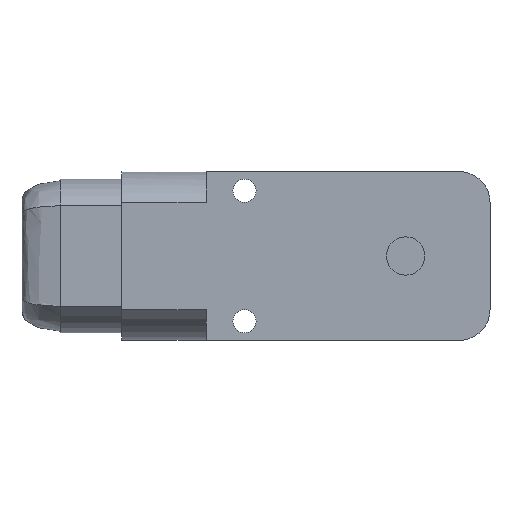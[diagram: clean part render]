
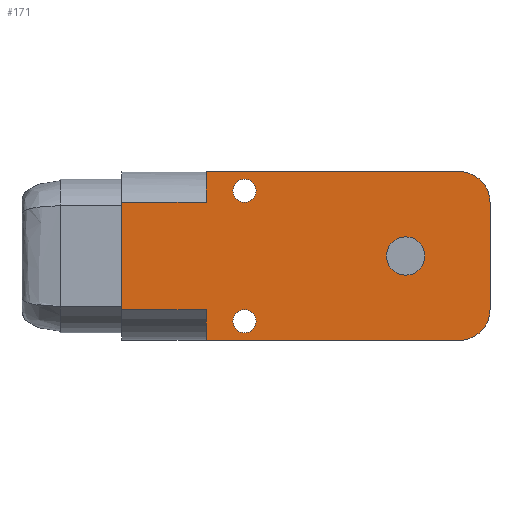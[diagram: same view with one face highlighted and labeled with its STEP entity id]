
A CAD part, front view. The second image highlights one B-rep face of the part: STEP entity #171.
In plain terms, the highlighted planar face has unit normal (0, -1, 0).
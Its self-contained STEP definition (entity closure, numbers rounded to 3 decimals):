
#69 = DIRECTION ( 'NONE',  ( 0., 0., 1. ) ) ;
#74 = EDGE_LOOP ( 'NONE', ( #624, #343 ) ) ;
#82 = CARTESIAN_POINT ( 'NONE',  ( 0., 0., 7. ) ) ;
#91 = EDGE_CURVE ( 'NONE', #782, #1590, #1574, .T. ) ;
#93 = ORIENTED_EDGE ( 'NONE', *, *, #1714, .F. ) ;
#131 = CIRCLE ( 'NONE', #868, 1.5 ) ;
#139 = DIRECTION ( 'NONE',  ( 0., 0., 1. ) ) ;
#148 = CARTESIAN_POINT ( 'NONE',  ( 0., 0., 11. ) ) ;
#158 = AXIS2_PLACEMENT_3D ( 'NONE', #932, #913, #1160 ) ;
#171 = ADVANCED_FACE ( 'NONE', ( #1203, #542, #1560, #903 ), #911, .F. ) ;
#174 = VERTEX_POINT ( 'NONE', #727 ) ;
#178 = CIRCLE ( 'NONE', #1710, 4. ) ;
#181 = CARTESIAN_POINT ( 'NONE',  ( 5., 0., 7. ) ) ;
#185 = LINE ( 'NONE', #148, #1196 ) ;
#191 = EDGE_CURVE ( 'NONE', #174, #775, #331, .T. ) ;
#211 = DIRECTION ( 'NONE',  ( 0., 0., 1. ) ) ;
#249 = DIRECTION ( 'NONE',  ( 0., 1., 0. ) ) ;
#259 = EDGE_CURVE ( 'NONE', #994, #1513, #185, .T. ) ;
#272 = DIRECTION ( 'NONE',  ( 0., 1., 0. ) ) ;
#286 = VERTEX_POINT ( 'NONE', #1631 ) ;
#292 = VERTEX_POINT ( 'NONE', #1338 ) ;
#295 = CIRCLE ( 'NONE', #824, 4. ) ;
#315 = CARTESIAN_POINT ( 'NONE',  ( 5., 0., 10. ) ) ;
#331 = LINE ( 'NONE', #856, #1037 ) ;
#337 = AXIS2_PLACEMENT_3D ( 'NONE', #619, #485, #1182 ) ;
#343 = ORIENTED_EDGE ( 'NONE', *, *, #682, .T. ) ;
#365 = VECTOR ( 'NONE', #69, 1000. ) ;
#368 = AXIS2_PLACEMENT_3D ( 'NONE', #1446, #272, #1316 ) ;
#373 = EDGE_LOOP ( 'NONE', ( #412, #675 ) ) ;
#383 = LINE ( 'NONE', #642, #1143 ) ;
#386 = ORIENTED_EDGE ( 'NONE', *, *, #1113, .F. ) ;
#412 = ORIENTED_EDGE ( 'NONE', *, *, #1657, .T. ) ;
#448 = CIRCLE ( 'NONE', #822, 1.5 ) ;
#451 = DIRECTION ( 'NONE',  ( 0., 1., 0. ) ) ;
#457 = DIRECTION ( 'NONE',  ( 0., 1., 0. ) ) ;
#458 = CARTESIAN_POINT ( 'NONE',  ( 5., 0., 8.5 ) ) ;
#468 = EDGE_CURVE ( 'NONE', #286, #498, #383, .T. ) ;
#485 = DIRECTION ( 'NONE',  ( 0., 1., 0. ) ) ;
#498 = VERTEX_POINT ( 'NONE', #851 ) ;
#542 = FACE_BOUND ( 'NONE', #555, .T. ) ;
#555 = EDGE_LOOP ( 'NONE', ( #769, #1235 ) ) ;
#570 = CARTESIAN_POINT ( 'NONE',  ( 0., 0., 11. ) ) ;
#600 = CARTESIAN_POINT ( 'NONE',  ( 33., 0., -7. ) ) ;
#602 = ORIENTED_EDGE ( 'NONE', *, *, #1358, .F. ) ;
#607 = DIRECTION ( 'NONE',  ( 0., 0., 1. ) ) ;
#619 = CARTESIAN_POINT ( 'NONE',  ( 26., 0., 0. ) ) ;
#624 = ORIENTED_EDGE ( 'NONE', *, *, #690, .T. ) ;
#642 = CARTESIAN_POINT ( 'NONE',  ( -11., 0., -7. ) ) ;
#654 = EDGE_CURVE ( 'NONE', #498, #1694, #803, .T. ) ;
#665 = DIRECTION ( 'NONE',  ( -1., 0., 0. ) ) ;
#668 = CARTESIAN_POINT ( 'NONE',  ( 37., 0., 7. ) ) ;
#675 = ORIENTED_EDGE ( 'NONE', *, *, #1296, .T. ) ;
#682 = EDGE_CURVE ( 'NONE', #1425, #1544, #1647, .T. ) ;
#690 = EDGE_CURVE ( 'NONE', #1544, #1425, #896, .T. ) ;
#724 = DIRECTION ( 'NONE',  ( 0., 1., 0. ) ) ;
#727 = CARTESIAN_POINT ( 'NONE',  ( 0., 0., -11. ) ) ;
#730 = ORIENTED_EDGE ( 'NONE', *, *, #1312, .T. ) ;
#769 = ORIENTED_EDGE ( 'NONE', *, *, #858, .T. ) ;
#775 = VERTEX_POINT ( 'NONE', #1174 ) ;
#782 = VERTEX_POINT ( 'NONE', #1029 ) ;
#803 = LINE ( 'NONE', #1464, #1015 ) ;
#822 = AXIS2_PLACEMENT_3D ( 'NONE', #1580, #1569, #1587 ) ;
#824 = AXIS2_PLACEMENT_3D ( 'NONE', #600, #451, #991 ) ;
#843 = CIRCLE ( 'NONE', #337, 2.5 ) ;
#845 = AXIS2_PLACEMENT_3D ( 'NONE', #1000, #457, #211 ) ;
#851 = CARTESIAN_POINT ( 'NONE',  ( -11., 0., 7. ) ) ;
#856 = CARTESIAN_POINT ( 'NONE',  ( 0., 0., 11. ) ) ;
#858 = EDGE_CURVE ( 'NONE', #1642, #1079, #448, .T. ) ;
#864 = DIRECTION ( 'NONE',  ( 0., 0., 1. ) ) ;
#868 = AXIS2_PLACEMENT_3D ( 'NONE', #458, #1023, #607 ) ;
#873 = CARTESIAN_POINT ( 'NONE',  ( 33., 0., 11. ) ) ;
#896 = CIRCLE ( 'NONE', #158, 1.5 ) ;
#902 = ORIENTED_EDGE ( 'NONE', *, *, #468, .F. ) ;
#903 = FACE_OUTER_BOUND ( 'NONE', #1324, .T. ) ;
#911 = PLANE ( 'NONE',  #1564 ) ;
#913 = DIRECTION ( 'NONE',  ( 0., 1., 0. ) ) ;
#915 = ORIENTED_EDGE ( 'NONE', *, *, #1001, .F. ) ;
#920 = ORIENTED_EDGE ( 'NONE', *, *, #191, .F. ) ;
#928 = DIRECTION ( 'NONE',  ( 1., 0., 0. ) ) ;
#929 = LINE ( 'NONE', #1445, #1597 ) ;
#932 = CARTESIAN_POINT ( 'NONE',  ( 5., 0., -8.5 ) ) ;
#991 = DIRECTION ( 'NONE',  ( 0., 0., -1. ) ) ;
#994 = VERTEX_POINT ( 'NONE', #570 ) ;
#1000 = CARTESIAN_POINT ( 'NONE',  ( 26., 0., 0. ) ) ;
#1001 = EDGE_CURVE ( 'NONE', #1694, #994, #1658, .T. ) ;
#1006 = CARTESIAN_POINT ( 'NONE',  ( 26., 0., 2.5 ) ) ;
#1015 = VECTOR ( 'NONE', #1071, 1000. ) ;
#1019 = VERTEX_POINT ( 'NONE', #1006 ) ;
#1023 = DIRECTION ( 'NONE',  ( 0., 1., 0. ) ) ;
#1029 = CARTESIAN_POINT ( 'NONE',  ( 37., 0., 7. ) ) ;
#1037 = VECTOR ( 'NONE', #864, 1000. ) ;
#1071 = DIRECTION ( 'NONE',  ( 1., 0., 0. ) ) ;
#1079 = VERTEX_POINT ( 'NONE', #181 ) ;
#1113 = EDGE_CURVE ( 'NONE', #1513, #782, #178, .T. ) ;
#1143 = VECTOR ( 'NONE', #139, 1000. ) ;
#1160 = DIRECTION ( 'NONE',  ( 0., 0., 1. ) ) ;
#1174 = CARTESIAN_POINT ( 'NONE',  ( 0., 0., -7. ) ) ;
#1177 = VERTEX_POINT ( 'NONE', #1556 ) ;
#1182 = DIRECTION ( 'NONE',  ( 0., 0., 1. ) ) ;
#1196 = VECTOR ( 'NONE', #1517, 1000. ) ;
#1201 = ORIENTED_EDGE ( 'NONE', *, *, #654, .F. ) ;
#1203 = FACE_BOUND ( 'NONE', #74, .T. ) ;
#1216 = VECTOR ( 'NONE', #1591, 1000. ) ;
#1235 = ORIENTED_EDGE ( 'NONE', *, *, #1329, .T. ) ;
#1259 = ORIENTED_EDGE ( 'NONE', *, *, #91, .F. ) ;
#1273 = CARTESIAN_POINT ( 'NONE',  ( 0., 0., 11. ) ) ;
#1296 = EDGE_CURVE ( 'NONE', #1177, #1019, #843, .T. ) ;
#1312 = EDGE_CURVE ( 'NONE', #286, #775, #1434, .T. ) ;
#1316 = DIRECTION ( 'NONE',  ( 0., 0., 1. ) ) ;
#1324 = EDGE_LOOP ( 'NONE', ( #1452, #915, #1201, #902, #730, #920, #602, #93, #1259, #386 ) ) ;
#1329 = EDGE_CURVE ( 'NONE', #1079, #1642, #131, .T. ) ;
#1338 = CARTESIAN_POINT ( 'NONE',  ( 33., 0., -11. ) ) ;
#1358 = EDGE_CURVE ( 'NONE', #292, #174, #929, .T. ) ;
#1362 = CARTESIAN_POINT ( 'NONE',  ( 37., 0., -7. ) ) ;
#1381 = DIRECTION ( 'NONE',  ( 0., 0., 1. ) ) ;
#1386 = DIRECTION ( 'NONE',  ( 0., 0., 1. ) ) ;
#1400 = VECTOR ( 'NONE', #928, 1000. ) ;
#1407 = CARTESIAN_POINT ( 'NONE',  ( 33., 0., 7. ) ) ;
#1425 = VERTEX_POINT ( 'NONE', #1675 ) ;
#1434 = LINE ( 'NONE', #1588, #1400 ) ;
#1437 = CARTESIAN_POINT ( 'NONE',  ( 33., 0., 7. ) ) ;
#1445 = CARTESIAN_POINT ( 'NONE',  ( 0., 0., -11. ) ) ;
#1446 = CARTESIAN_POINT ( 'NONE',  ( 5., 0., -8.5 ) ) ;
#1452 = ORIENTED_EDGE ( 'NONE', *, *, #259, .F. ) ;
#1464 = CARTESIAN_POINT ( 'NONE',  ( -11., 0., 7. ) ) ;
#1513 = VERTEX_POINT ( 'NONE', #873 ) ;
#1517 = DIRECTION ( 'NONE',  ( 1., 0., 0. ) ) ;
#1544 = VERTEX_POINT ( 'NONE', #1634 ) ;
#1556 = CARTESIAN_POINT ( 'NONE',  ( 26., 0., -2.5 ) ) ;
#1560 = FACE_BOUND ( 'NONE', #373, .T. ) ;
#1564 = AXIS2_PLACEMENT_3D ( 'NONE', #1437, #249, #1381 ) ;
#1569 = DIRECTION ( 'NONE',  ( 0., 1., 0. ) ) ;
#1574 = LINE ( 'NONE', #668, #1216 ) ;
#1580 = CARTESIAN_POINT ( 'NONE',  ( 5., 0., 8.5 ) ) ;
#1587 = DIRECTION ( 'NONE',  ( 0., 0., 1. ) ) ;
#1588 = CARTESIAN_POINT ( 'NONE',  ( -11., 0., -7. ) ) ;
#1590 = VERTEX_POINT ( 'NONE', #1362 ) ;
#1591 = DIRECTION ( 'NONE',  ( 0., 0., -1. ) ) ;
#1597 = VECTOR ( 'NONE', #665, 1000. ) ;
#1631 = CARTESIAN_POINT ( 'NONE',  ( -11., 0., -7. ) ) ;
#1634 = CARTESIAN_POINT ( 'NONE',  ( 5., 0., -7. ) ) ;
#1642 = VERTEX_POINT ( 'NONE', #315 ) ;
#1647 = CIRCLE ( 'NONE', #368, 1.5 ) ;
#1655 = CIRCLE ( 'NONE', #845, 2.5 ) ;
#1657 = EDGE_CURVE ( 'NONE', #1019, #1177, #1655, .T. ) ;
#1658 = LINE ( 'NONE', #1273, #365 ) ;
#1675 = CARTESIAN_POINT ( 'NONE',  ( 5., 0., -10. ) ) ;
#1694 = VERTEX_POINT ( 'NONE', #82 ) ;
#1710 = AXIS2_PLACEMENT_3D ( 'NONE', #1407, #724, #1386 ) ;
#1714 = EDGE_CURVE ( 'NONE', #1590, #292, #295, .T. ) ;
